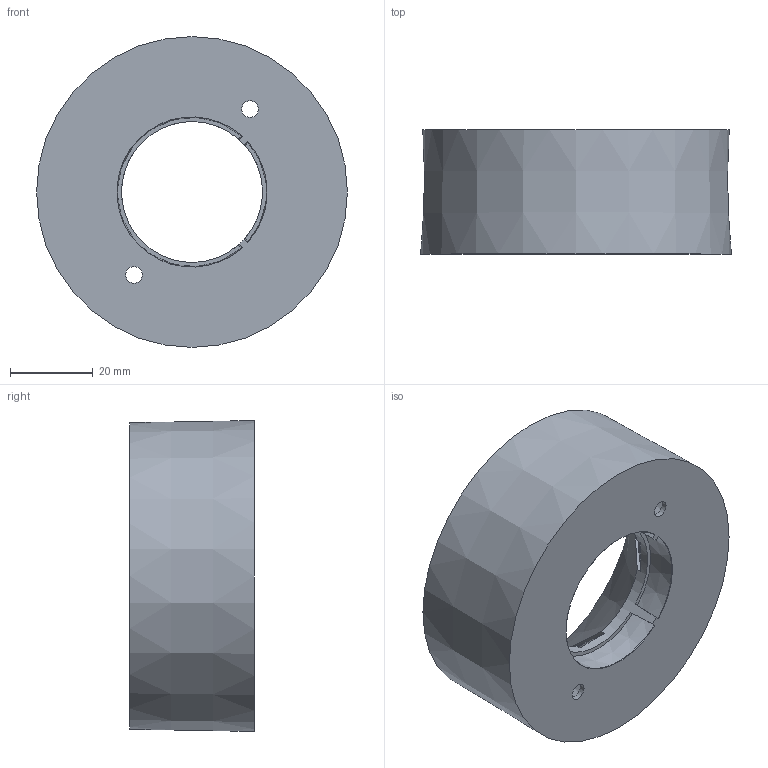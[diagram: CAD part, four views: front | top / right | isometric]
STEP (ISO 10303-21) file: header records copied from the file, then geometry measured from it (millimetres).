
FILE_DESCRIPTION(/* description */ (''),/* implementation_level */ '2;1');
FILE_NAME(/* name */ 'GLX00_CATALOGO.stp',/* time_stamp */ '2018-09-19T09:35:33+02:00',/* author */ (''),/* organization */ (''),/* preprocessor_version */ 'ST-DEVELOPER v16',/* originating_system */ 'SIEMENS PLM Software NX 10.0',/* authorisation */ '');
FILE_SCHEMA (('CONFIG_CONTROL_DESIGN'));
Length unit declared in the file: millimetre
Products named in the file (1): 30201702
Bounding box: 75 x 30 x 75 mm (x, y, z)
Volume: 73890.8 mm3; surface area: 17614.6 mm2
Topology: 1 solids, 1 shells, 104 faces, 272 edges, 182 vertices
Faces by surface type: plane 62, bspline 31, cone 10, cylinder 1
Full cylindrical faces by diameter (mm): 34 x1
Entity records: 4006 total; most frequent: CARTESIAN_POINT 1602, ORIENTED_EDGE 520, DIRECTION 373, EDGE_CURVE 260, VERTEX_POINT 177, LINE 155, VECTOR 155, EDGE_LOOP 129
